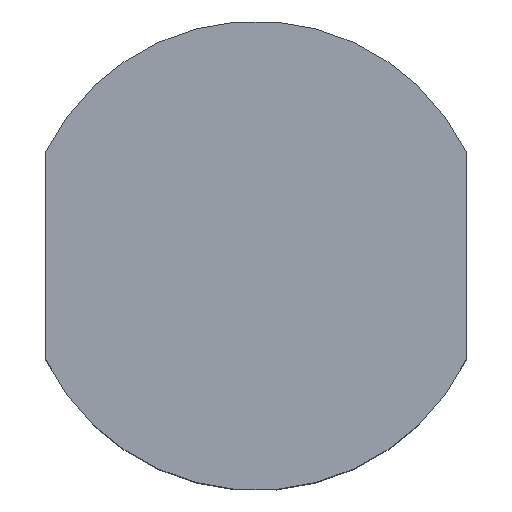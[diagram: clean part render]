
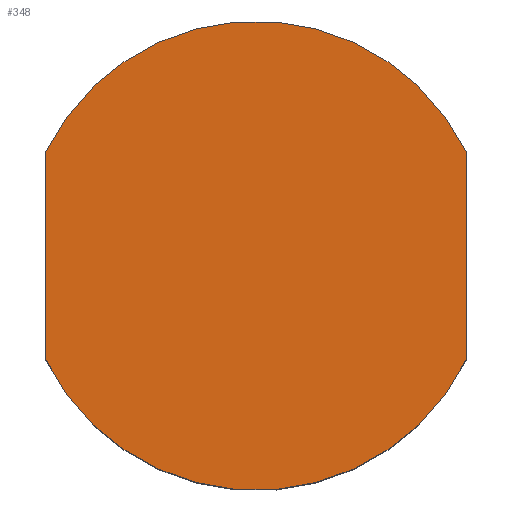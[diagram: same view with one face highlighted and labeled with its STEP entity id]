
A CAD part, top view. The second image highlights one B-rep face of the part: STEP entity #348.
In plain terms, the highlighted planar face has unit normal (0, 0, 1).
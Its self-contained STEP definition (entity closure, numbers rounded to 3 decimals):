
#256 = VERTEX_POINT('',#257);
#257 = CARTESIAN_POINT('',(2.15,1.067,3.5));
#263 = EDGE_CURVE('',#256,#264,#266,.T.);
#264 = VERTEX_POINT('',#265);
#265 = CARTESIAN_POINT('',(-2.15,1.067,3.5));
#266 = CIRCLE('',#267,2.4);
#267 = AXIS2_PLACEMENT_3D('',#268,#269,#270);
#268 = CARTESIAN_POINT('',(0.,0.,3.5));
#269 = DIRECTION('',(0.,0.,1.));
#270 = DIRECTION('',(1.,0.,0.));
#288 = VERTEX_POINT('',#289);
#289 = CARTESIAN_POINT('',(2.15,-1.067,3.5));
#295 = EDGE_CURVE('',#288,#256,#296,.T.);
#296 = LINE('',#297,#298);
#297 = CARTESIAN_POINT('',(2.15,-1.067,3.5));
#298 = VECTOR('',#299,1.);
#299 = DIRECTION('',(0.,1.,0.));
#312 = VERTEX_POINT('',#313);
#313 = CARTESIAN_POINT('',(-2.15,-1.067,3.5));
#319 = EDGE_CURVE('',#312,#288,#320,.T.);
#320 = CIRCLE('',#321,2.4);
#321 = AXIS2_PLACEMENT_3D('',#322,#323,#324);
#322 = CARTESIAN_POINT('',(0.,0.,3.5));
#323 = DIRECTION('',(0.,0.,1.));
#324 = DIRECTION('',(1.,0.,0.));
#337 = EDGE_CURVE('',#264,#312,#338,.T.);
#338 = LINE('',#339,#340);
#339 = CARTESIAN_POINT('',(-2.15,1.067,3.5));
#340 = VECTOR('',#341,1.);
#341 = DIRECTION('',(0.,-1.,0.));
#348 = ADVANCED_FACE('',(#349),#355,.T.);
#349 = FACE_BOUND('',#350,.T.);
#350 = EDGE_LOOP('',(#351,#352,#353,#354));
#351 = ORIENTED_EDGE('',*,*,#263,.T.);
#352 = ORIENTED_EDGE('',*,*,#337,.T.);
#353 = ORIENTED_EDGE('',*,*,#319,.T.);
#354 = ORIENTED_EDGE('',*,*,#295,.T.);
#355 = PLANE('',#356);
#356 = AXIS2_PLACEMENT_3D('',#357,#358,#359);
#357 = CARTESIAN_POINT('',(0.,0.,3.5));
#358 = DIRECTION('',(0.,0.,1.));
#359 = DIRECTION('',(1.,0.,0.));
